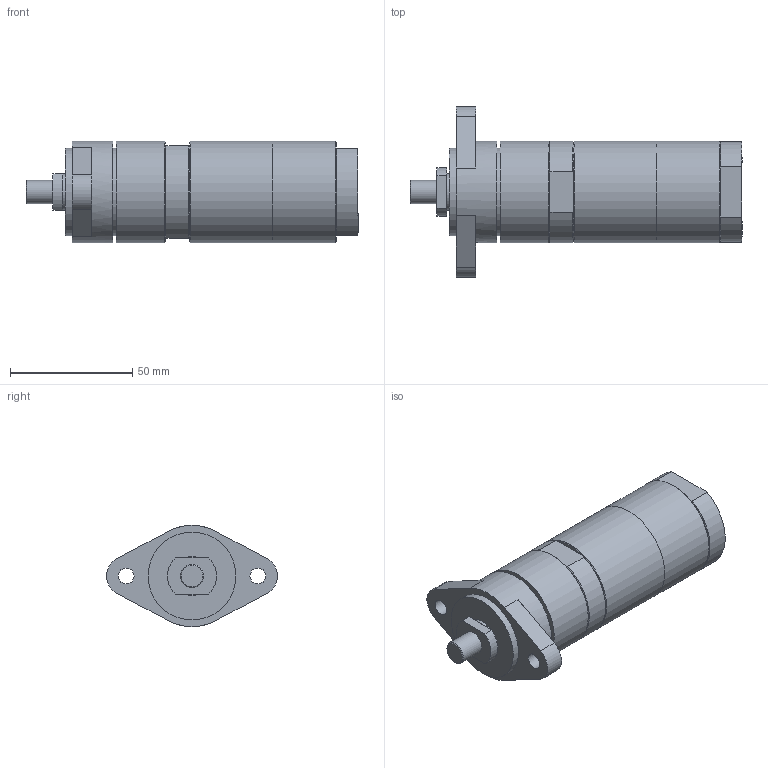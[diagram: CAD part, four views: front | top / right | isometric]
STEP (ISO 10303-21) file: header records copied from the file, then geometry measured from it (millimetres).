
FILE_DESCRIPTION(/* description */ (''),/* implementation_level */ '2;1');
FILE_NAME(/* name */ 'MRD 38-1460 3-8 F54_29927587.stp',/* time_stamp */ '2018-06-05T15:17:37+02:00',/* author */ ('FLambert'),/* organization */ (''),/* preprocessor_version */ 'ST-DEVELOPER v17',/* originating_system */ 'Autodesk Inventor 2018',/* authorisation */ '');
FILE_SCHEMA (('AUTOMOTIVE_DESIGN { 1 0 10303 214 3 1 1 }'));
Length unit declared in the file: millimetre
Products named in the file (1): MRD 38-1460 3-8 F54_29927587
Bounding box: 136 x 69.94 x 41.5 mm (x, y, z)
Volume: 163636.8 mm3; surface area: 22436.8 mm2
Topology: 1 solids, 1 shells, 146 faces, 381 edges, 253 vertices
Faces by surface type: plane 101, cylinder 22, cone 16, bspline 7
Full cylindrical faces by diameter (mm): 4 x1, 6.5 x2, 9.525 x1, 11.445 x2, 14.95 x1, 16 x1, 36 x2, 41.5 x4
Entity records: 4740 total; most frequent: CARTESIAN_POINT 939, ORIENTED_EDGE 760, DIRECTION 716, EDGE_CURVE 380, VERTEX_POINT 253, LINE 248, VECTOR 248, AXIS2_PLACEMENT_3D 234
